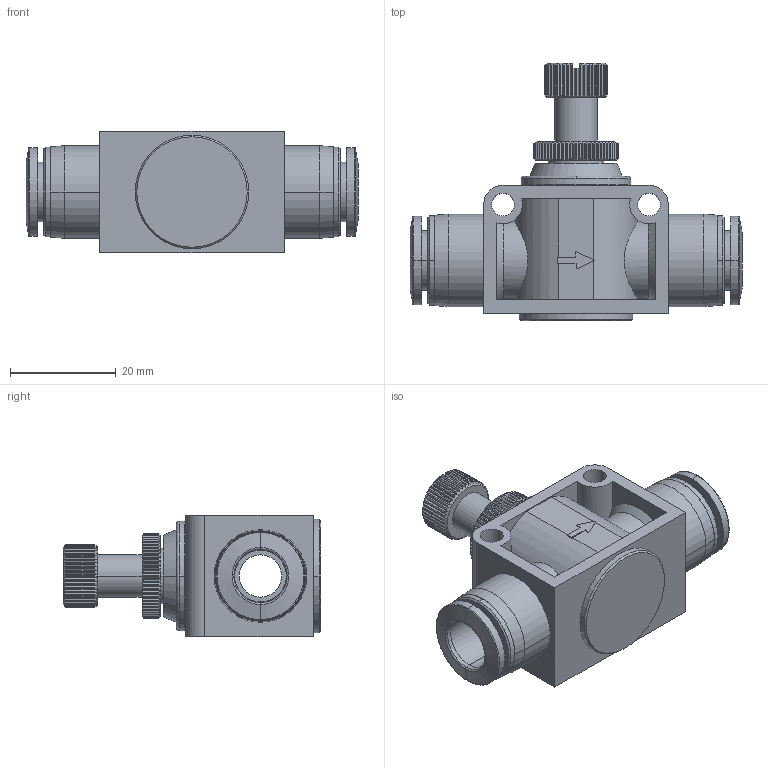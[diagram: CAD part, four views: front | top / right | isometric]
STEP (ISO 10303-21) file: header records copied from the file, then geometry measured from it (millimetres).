
FILE_DESCRIPTION (( 'STEP AP214' ), '1' );
FILE_NAME ('FVU38.step', '2016-02-24T20:38:18', ( '' ), ( '' ), 'SwSTEP 2.0', 'SolidWorks 2015', '' );
FILE_SCHEMA (( 'AUTOMOTIVE_DESIGN' ));
Length unit declared in the file: inch
Products named in the file (1): FVU38
Bounding box: 62.8 x 48.7 x 23 mm (x, y, z)
Volume: 21374.6 mm3; surface area: 10831.1 mm2
Topology: 1 solids, 1 shells, 604 faces, 1481 edges, 898 vertices
Faces by surface type: plane 279, cylinder 164, cone 151, bspline 6, torus 4
Entity records: 26185 total; most frequent: CARTESIAN_POINT 4680, ORIENTED_EDGE 2962, DIRECTION 2717, EDGE_CURVE 1481, AXIS2_PLACEMENT_3D 1101, VERTEX_POINT 898, EDGE_LOOP 629, DIMENSIONAL_EXPONENTS 607
